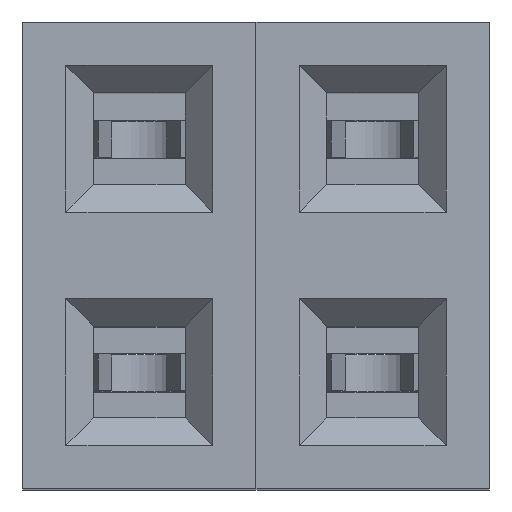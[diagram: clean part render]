
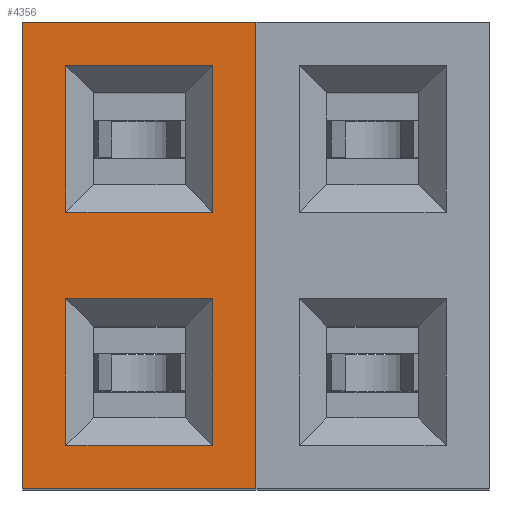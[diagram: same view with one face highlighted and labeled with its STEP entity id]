
A CAD part, top view. The second image highlights one B-rep face of the part: STEP entity #4356.
In plain terms, the highlighted planar face has unit normal (0, 0, 1).
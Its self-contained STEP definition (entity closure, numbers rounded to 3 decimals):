
#137 = CARTESIAN_POINT ( 'NONE',  ( 0., 0.47, 8.5 ) ) ;
#233 = CARTESIAN_POINT ( 'NONE',  ( 0.8, 2.07, 8.5 ) ) ;
#430 = LINE ( 'NONE', #6580, #4661 ) ;
#441 = CARTESIAN_POINT ( 'NONE',  ( -0.8, -0.47, 8.5 ) ) ;
#614 = CARTESIAN_POINT ( 'NONE',  ( -0.8, -2.07, 8.5 ) ) ;
#718 = VERTEX_POINT ( 'NONE', #2770 ) ;
#883 = DIRECTION ( 'NONE',  ( -1., 0., 0. ) ) ;
#922 = VERTEX_POINT ( 'NONE', #5624 ) ;
#924 = VERTEX_POINT ( 'NONE', #614 ) ;
#947 = EDGE_CURVE ( 'NONE', #2618, #5838, #3666, .T. ) ;
#976 = CARTESIAN_POINT ( 'NONE',  ( 1.27, 2.54, 8.5 ) ) ;
#1114 = DIRECTION ( 'NONE',  ( 1., 0., 0. ) ) ;
#1220 = VECTOR ( 'NONE', #4606, 1000. ) ;
#1327 = LINE ( 'NONE', #3180, #6597 ) ;
#1333 = VERTEX_POINT ( 'NONE', #2593 ) ;
#1392 = DIRECTION ( 'NONE',  ( 0., -1., 0. ) ) ;
#1501 = FACE_BOUND ( 'NONE', #3986, .T. ) ;
#1504 = VECTOR ( 'NONE', #1392, 1000. ) ;
#1603 = CARTESIAN_POINT ( 'NONE',  ( 0.8, -2.07, 8.5 ) ) ;
#1644 = VECTOR ( 'NONE', #1114, 1000. ) ;
#1667 = LINE ( 'NONE', #4827, #4357 ) ;
#1727 = VECTOR ( 'NONE', #2444, 1000. ) ;
#1734 = DIRECTION ( 'NONE',  ( 0., 1., 0. ) ) ;
#1789 = EDGE_CURVE ( 'NONE', #7785, #5091, #1667, .T. ) ;
#1838 = CARTESIAN_POINT ( 'NONE',  ( 0.8, 0., 8.5 ) ) ;
#1933 = DIRECTION ( 'NONE',  ( 0., 1., 0. ) ) ;
#2026 = VECTOR ( 'NONE', #3461, 1000. ) ;
#2216 = VERTEX_POINT ( 'NONE', #233 ) ;
#2255 = EDGE_CURVE ( 'NONE', #5838, #924, #4602, .T. ) ;
#2331 = ORIENTED_EDGE ( 'NONE', *, *, #6362, .T. ) ;
#2444 = DIRECTION ( 'NONE',  ( 0., -1., 0. ) ) ;
#2501 = CARTESIAN_POINT ( 'NONE',  ( -1.27, 2.54, 8.5 ) ) ;
#2570 = DIRECTION ( 'NONE',  ( 0., 1., 0. ) ) ;
#2593 = CARTESIAN_POINT ( 'NONE',  ( -0.8, 0.47, 8.5 ) ) ;
#2618 = VERTEX_POINT ( 'NONE', #3143 ) ;
#2685 = CARTESIAN_POINT ( 'NONE',  ( 0.8, 0., 8.5 ) ) ;
#2692 = EDGE_CURVE ( 'NONE', #4917, #5437, #4443, .T. ) ;
#2761 = LINE ( 'NONE', #2685, #1220 ) ;
#2770 = CARTESIAN_POINT ( 'NONE',  ( -0.8, 2.07, 8.5 ) ) ;
#2836 = DIRECTION ( 'NONE',  ( 1., 0., 0. ) ) ;
#3044 = LINE ( 'NONE', #7914, #6084 ) ;
#3072 = EDGE_CURVE ( 'NONE', #5437, #7785, #7408, .T. ) ;
#3143 = CARTESIAN_POINT ( 'NONE',  ( 0.8, -0.47, 8.5 ) ) ;
#3180 = CARTESIAN_POINT ( 'NONE',  ( -0.8, 0., 8.5 ) ) ;
#3440 = FACE_OUTER_BOUND ( 'NONE', #5822, .T. ) ;
#3461 = DIRECTION ( 'NONE',  ( -1., 0., 0. ) ) ;
#3666 = LINE ( 'NONE', #1838, #1727 ) ;
#3716 = EDGE_CURVE ( 'NONE', #924, #3821, #7539, .T. ) ;
#3728 = VECTOR ( 'NONE', #6293, 1000. ) ;
#3821 = VERTEX_POINT ( 'NONE', #441 ) ;
#3978 = FACE_BOUND ( 'NONE', #4152, .T. ) ;
#3986 = EDGE_LOOP ( 'NONE', ( #4853, #4159, #7406, #7280 ) ) ;
#3992 = CARTESIAN_POINT ( 'NONE',  ( -1.27, 2.54, 8.5 ) ) ;
#4024 = PLANE ( 'NONE',  #6531 ) ;
#4080 = EDGE_CURVE ( 'NONE', #718, #2216, #430, .T. ) ;
#4152 = EDGE_LOOP ( 'NONE', ( #7755, #2331, #7667, #7191 ) ) ;
#4159 = ORIENTED_EDGE ( 'NONE', *, *, #2255, .T. ) ;
#4185 = DIRECTION ( 'NONE',  ( -1., 0., 0. ) ) ;
#4356 = ADVANCED_FACE ( 'NONE', ( #1501, #3978, #3440 ), #4024, .F. ) ;
#4357 = VECTOR ( 'NONE', #1734, 1000. ) ;
#4443 = LINE ( 'NONE', #3992, #1504 ) ;
#4602 = LINE ( 'NONE', #4648, #2026 ) ;
#4606 = DIRECTION ( 'NONE',  ( 0., -1., 0. ) ) ;
#4648 = CARTESIAN_POINT ( 'NONE',  ( 0., -2.07, 8.5 ) ) ;
#4661 = VECTOR ( 'NONE', #2836, 1000. ) ;
#4701 = EDGE_CURVE ( 'NONE', #2216, #922, #2761, .T. ) ;
#4741 = DIRECTION ( 'NONE',  ( 0., 0., -1. ) ) ;
#4827 = CARTESIAN_POINT ( 'NONE',  ( 1.27, 2.54, 8.5 ) ) ;
#4853 = ORIENTED_EDGE ( 'NONE', *, *, #947, .T. ) ;
#4917 = VERTEX_POINT ( 'NONE', #2501 ) ;
#5091 = VERTEX_POINT ( 'NONE', #976 ) ;
#5107 = CARTESIAN_POINT ( 'NONE',  ( -0.8, 0., 8.5 ) ) ;
#5227 = EDGE_CURVE ( 'NONE', #1333, #718, #1327, .T. ) ;
#5437 = VERTEX_POINT ( 'NONE', #6008 ) ;
#5617 = CARTESIAN_POINT ( 'NONE',  ( 1.27, -2.54, 8.5 ) ) ;
#5624 = CARTESIAN_POINT ( 'NONE',  ( 0.8, 0.47, 8.5 ) ) ;
#5731 = LINE ( 'NONE', #137, #6185 ) ;
#5822 = EDGE_LOOP ( 'NONE', ( #7903, #6150, #6482, #7401 ) ) ;
#5838 = VERTEX_POINT ( 'NONE', #1603 ) ;
#6008 = CARTESIAN_POINT ( 'NONE',  ( -1.27, -2.54, 8.5 ) ) ;
#6084 = VECTOR ( 'NONE', #7869, 1000. ) ;
#6150 = ORIENTED_EDGE ( 'NONE', *, *, #3072, .T. ) ;
#6185 = VECTOR ( 'NONE', #883, 1000. ) ;
#6221 = VECTOR ( 'NONE', #1933, 1000. ) ;
#6293 = DIRECTION ( 'NONE',  ( -1., 0., 0. ) ) ;
#6362 = EDGE_CURVE ( 'NONE', #922, #1333, #5731, .T. ) ;
#6388 = LINE ( 'NONE', #7579, #3728 ) ;
#6482 = ORIENTED_EDGE ( 'NONE', *, *, #1789, .T. ) ;
#6531 = AXIS2_PLACEMENT_3D ( 'NONE', #7373, #4741, #4185 ) ;
#6580 = CARTESIAN_POINT ( 'NONE',  ( 0., 2.07, 8.5 ) ) ;
#6597 = VECTOR ( 'NONE', #2570, 1000. ) ;
#6710 = CARTESIAN_POINT ( 'NONE',  ( 1.27, -2.54, 8.5 ) ) ;
#7093 = EDGE_CURVE ( 'NONE', #3821, #2618, #3044, .T. ) ;
#7161 = EDGE_CURVE ( 'NONE', #5091, #4917, #6388, .T. ) ;
#7191 = ORIENTED_EDGE ( 'NONE', *, *, #4080, .T. ) ;
#7280 = ORIENTED_EDGE ( 'NONE', *, *, #7093, .T. ) ;
#7373 = CARTESIAN_POINT ( 'NONE',  ( 0., 0., 8.5 ) ) ;
#7401 = ORIENTED_EDGE ( 'NONE', *, *, #7161, .T. ) ;
#7406 = ORIENTED_EDGE ( 'NONE', *, *, #3716, .T. ) ;
#7408 = LINE ( 'NONE', #6710, #1644 ) ;
#7539 = LINE ( 'NONE', #5107, #6221 ) ;
#7579 = CARTESIAN_POINT ( 'NONE',  ( 1.27, 2.54, 8.5 ) ) ;
#7667 = ORIENTED_EDGE ( 'NONE', *, *, #5227, .T. ) ;
#7755 = ORIENTED_EDGE ( 'NONE', *, *, #4701, .T. ) ;
#7785 = VERTEX_POINT ( 'NONE', #5617 ) ;
#7869 = DIRECTION ( 'NONE',  ( 1., 0., 0. ) ) ;
#7903 = ORIENTED_EDGE ( 'NONE', *, *, #2692, .T. ) ;
#7914 = CARTESIAN_POINT ( 'NONE',  ( 0., -0.47, 8.5 ) ) ;
